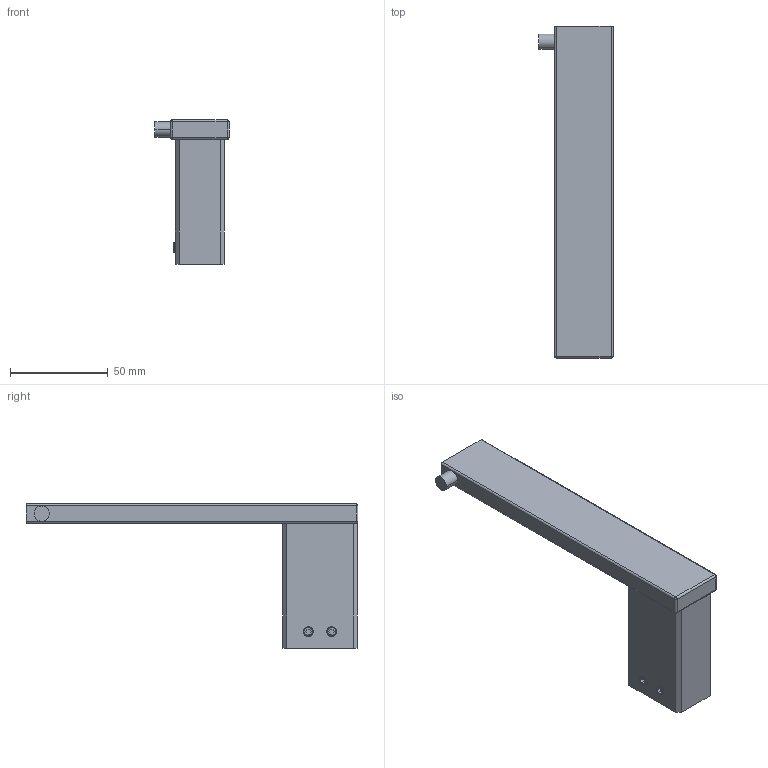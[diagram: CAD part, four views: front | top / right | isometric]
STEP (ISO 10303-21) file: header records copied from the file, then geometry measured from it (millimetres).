
FILE_DESCRIPTION((''),'2;1');
FILE_NAME('MG25653_ASM','2023-09-18T15:26:26',('Admin'),(''),'CREO PARAMETRIC BY PTC INC, 2018050','CREO PARAMETRIC BY PTC INC, 2018050','');
FILE_SCHEMA(('CONFIG_CONTROL_DESIGN'));
Length unit declared in the file: millimetre
Products named in the file (6): 00; PRT0044; PRT0045; S38094; S38003; MG25653_ASM
Assembly tree (7 placements, depth 2):
  MG25653_ASM
    00
    PRT0044
    PRT0045
    S38094  x2
    S38003  x2
Bounding box: 38 x 170 x 74 mm (x, y, z)
Volume: 43521.9 mm3; surface area: 46410.7 mm2
Topology: 8 solids, 9 shells, 217 faces, 538 edges, 348 vertices
Faces by surface type: plane 111, cylinder 66, cone 18, bspline 18, sphere 4
Entity records: 7822 total; most frequent: CARTESIAN_POINT 3628, ORIENTED_EDGE 836, DIRECTION 823, EDGE_CURVE 420, VECTOR 281, LINE 281, VERTEX_POINT 272, AXIS2_PLACEMENT_3D 271
